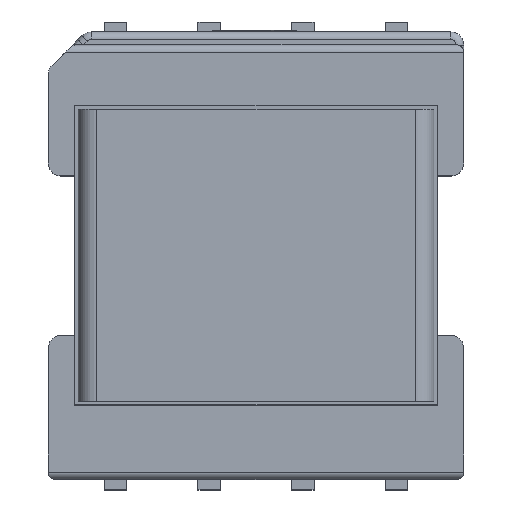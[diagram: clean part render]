
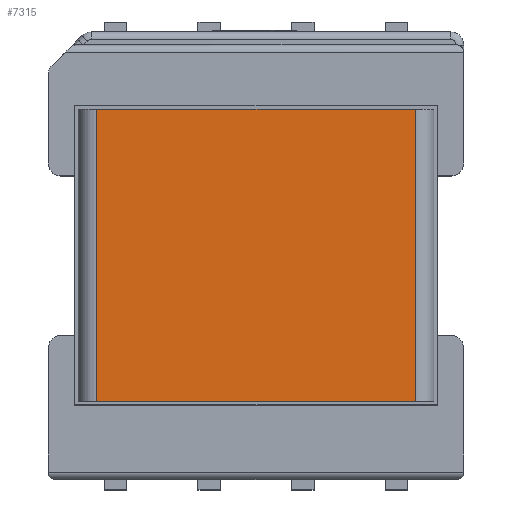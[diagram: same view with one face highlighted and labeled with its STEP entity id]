
A CAD part, top view. The second image highlights one B-rep face of the part: STEP entity #7315.
In plain terms, the highlighted face is planar.
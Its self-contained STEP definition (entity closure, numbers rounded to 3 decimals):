
#2913=ORIENTED_EDGE('',*,*,#3996,.T.);
#2914=ORIENTED_EDGE('',*,*,#3977,.T.);
#2915=ORIENTED_EDGE('',*,*,#3998,.F.);
#2916=ORIENTED_EDGE('',*,*,#3999,.T.);
#3977=EDGE_CURVE('',#4634,#4633,#5203,.T.);
#3996=EDGE_CURVE('',#4646,#4634,#5221,.T.);
#3998=EDGE_CURVE('',#4647,#4633,#5222,.T.);
#3999=EDGE_CURVE('',#4647,#4646,#5223,.T.);
#4633=VERTEX_POINT('',#14272);
#4634=VERTEX_POINT('',#14274);
#4646=VERTEX_POINT('',#14313);
#4647=VERTEX_POINT('',#14317);
#5203=LINE('',#14273,#5780);
#5221=LINE('',#14312,#5798);
#5222=LINE('',#14316,#5799);
#5223=LINE('',#14318,#5800);
#5780=VECTOR('',#9925,1000.);
#5798=VECTOR('',#9961,1000.);
#5799=VECTOR('',#9966,1000.);
#5800=VECTOR('',#9967,1000.);
#6253=EDGE_LOOP('',(#2913,#2914,#2915,#2916));
#6707=FACE_BOUND('',#6253,.T.);
#6878=PLANE('',#8017);
#7315=ADVANCED_FACE('',(#6707),#6878,.T.);
#8017=AXIS2_PLACEMENT_3D('',#14315,#9964,#9965);
#9925=DIRECTION('',(1.,0.,0.));
#9961=DIRECTION('',(0.,0.,1.));
#9964=DIRECTION('',(0.,1.,0.));
#9965=DIRECTION('',(0.,0.,1.));
#9966=DIRECTION('',(0.,0.,1.));
#9967=DIRECTION('',(-1.,0.,0.));
#14272=CARTESIAN_POINT('',(-82.206,-1.454,3.9));
#14273=CARTESIAN_POINT('',(-90.706,-1.454,3.9));
#14274=CARTESIAN_POINT('',(-90.706,-1.454,3.9));
#14312=CARTESIAN_POINT('',(-90.706,-1.454,-3.9));
#14313=CARTESIAN_POINT('',(-90.706,-1.454,-3.9));
#14315=CARTESIAN_POINT('',(-82.206,-1.454,-3.9));
#14316=CARTESIAN_POINT('',(-82.206,-1.454,-3.9));
#14317=CARTESIAN_POINT('',(-82.206,-1.454,-3.9));
#14318=CARTESIAN_POINT('',(-82.206,-1.454,-3.9));
